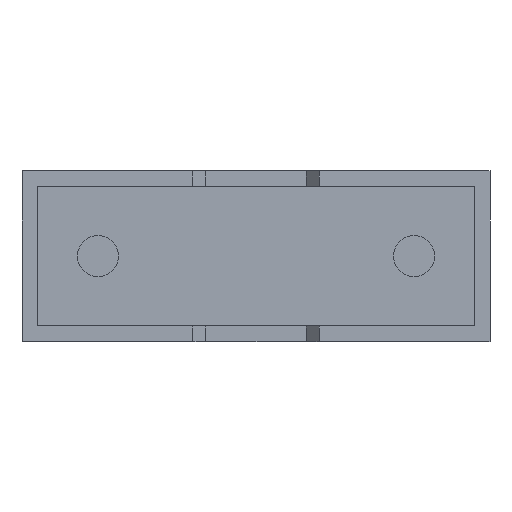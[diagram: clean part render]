
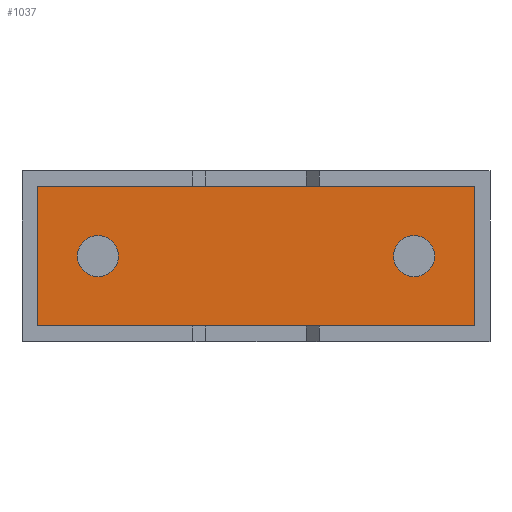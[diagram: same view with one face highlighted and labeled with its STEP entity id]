
A CAD part, front view. The second image highlights one B-rep face of the part: STEP entity #1037.
In plain terms, the highlighted planar face has unit normal (0, -1, 0).
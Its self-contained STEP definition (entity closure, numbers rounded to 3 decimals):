
#75 = DIRECTION ( 'NONE',  ( 0., 0., -1. ) ) ;
#129 = EDGE_CURVE ( 'NONE', #1778, #2278, #2866, .T. ) ;
#164 = CARTESIAN_POINT ( 'NONE',  ( 6.2, 0.75, 1.35 ) ) ;
#189 = ORIENTED_EDGE ( 'NONE', *, *, #2657, .T. ) ;
#206 = CARTESIAN_POINT ( 'NONE',  ( 1.2, 0.75, 1.35 ) ) ;
#222 = CIRCLE ( 'NONE', #1165, 0.325 ) ;
#232 = EDGE_CURVE ( 'NONE', #717, #608, #908, .T. ) ;
#296 = LINE ( 'NONE', #1945, #2274 ) ;
#347 = VERTEX_POINT ( 'NONE', #1642 ) ;
#390 = ORIENTED_EDGE ( 'NONE', *, *, #1373, .T. ) ;
#560 = DIRECTION ( 'NONE',  ( 1., 0., 0. ) ) ;
#608 = VERTEX_POINT ( 'NONE', #2746 ) ;
#645 = CARTESIAN_POINT ( 'NONE',  ( 0.247, 0.75, 2.453 ) ) ;
#717 = VERTEX_POINT ( 'NONE', #1598 ) ;
#749 = CARTESIAN_POINT ( 'NONE',  ( 0., 0.75, 0. ) ) ;
#799 = ORIENTED_EDGE ( 'NONE', *, *, #2096, .T. ) ;
#806 = DIRECTION ( 'NONE',  ( 0., -1., 0. ) ) ;
#814 = LINE ( 'NONE', #645, #2916 ) ;
#908 = CIRCLE ( 'NONE', #1453, 0.325 ) ;
#935 = FACE_BOUND ( 'NONE', #2946, .T. ) ;
#943 = VERTEX_POINT ( 'NONE', #1865 ) ;
#987 = DIRECTION ( 'NONE',  ( 0., 0., 1. ) ) ;
#1005 = AXIS2_PLACEMENT_3D ( 'NONE', #749, #2135, #75 ) ;
#1013 = EDGE_CURVE ( 'NONE', #1497, #347, #2309, .T. ) ;
#1037 = ADVANCED_FACE ( 'NONE', ( #2735, #2666, #935 ), #1926, .T. ) ;
#1102 = ORIENTED_EDGE ( 'NONE', *, *, #1976, .F. ) ;
#1165 = AXIS2_PLACEMENT_3D ( 'NONE', #164, #2758, #1330 ) ;
#1233 = CARTESIAN_POINT ( 'NONE',  ( 1.2, 0.75, 1.35 ) ) ;
#1293 = DIRECTION ( 'NONE',  ( 0., -1., 0. ) ) ;
#1314 = VECTOR ( 'NONE', #987, 1000. ) ;
#1330 = DIRECTION ( 'NONE',  ( 0., 0., -1. ) ) ;
#1367 = DIRECTION ( 'NONE',  ( 0., -1., 0. ) ) ;
#1373 = EDGE_CURVE ( 'NONE', #943, #1497, #296, .T. ) ;
#1435 = CARTESIAN_POINT ( 'NONE',  ( 7.153, 0.75, 0.247 ) ) ;
#1453 = AXIS2_PLACEMENT_3D ( 'NONE', #206, #1367, #2041 ) ;
#1464 = AXIS2_PLACEMENT_3D ( 'NONE', #1233, #806, #2200 ) ;
#1497 = VERTEX_POINT ( 'NONE', #2729 ) ;
#1553 = CARTESIAN_POINT ( 'NONE',  ( 6.2, 0.75, 1.35 ) ) ;
#1562 = DIRECTION ( 'NONE',  ( 0., 0., -1. ) ) ;
#1598 = CARTESIAN_POINT ( 'NONE',  ( 1.2, 0.75, 1.025 ) ) ;
#1641 = CARTESIAN_POINT ( 'NONE',  ( 6.2, 0.75, 1.025 ) ) ;
#1642 = CARTESIAN_POINT ( 'NONE',  ( 7.153, 0.75, 2.453 ) ) ;
#1778 = VERTEX_POINT ( 'NONE', #1879 ) ;
#1865 = CARTESIAN_POINT ( 'NONE',  ( 0.247, 0.75, 0.247 ) ) ;
#1879 = CARTESIAN_POINT ( 'NONE',  ( 6.2, 0.75, 1.675 ) ) ;
#1912 = AXIS2_PLACEMENT_3D ( 'NONE', #1553, #1293, #1562 ) ;
#1914 = CIRCLE ( 'NONE', #1464, 0.325 ) ;
#1926 = PLANE ( 'NONE',  #1005 ) ;
#1945 = CARTESIAN_POINT ( 'NONE',  ( 0.247, 0.75, 0.247 ) ) ;
#1976 = EDGE_CURVE ( 'NONE', #2278, #1778, #222, .T. ) ;
#2041 = DIRECTION ( 'NONE',  ( 0., 0., -1. ) ) ;
#2096 = EDGE_CURVE ( 'NONE', #2922, #943, #814, .T. ) ;
#2112 = ORIENTED_EDGE ( 'NONE', *, *, #129, .F. ) ;
#2135 = DIRECTION ( 'NONE',  ( 0., -1., 0. ) ) ;
#2200 = DIRECTION ( 'NONE',  ( 0., 0., -1. ) ) ;
#2238 = CARTESIAN_POINT ( 'NONE',  ( 0.247, 0.75, 2.453 ) ) ;
#2274 = VECTOR ( 'NONE', #560, 1000. ) ;
#2278 = VERTEX_POINT ( 'NONE', #1641 ) ;
#2309 = LINE ( 'NONE', #1435, #1314 ) ;
#2328 = LINE ( 'NONE', #2519, #2416 ) ;
#2387 = ORIENTED_EDGE ( 'NONE', *, *, #2389, .F. ) ;
#2389 = EDGE_CURVE ( 'NONE', #608, #717, #1914, .T. ) ;
#2416 = VECTOR ( 'NONE', #2767, 1000. ) ;
#2465 = EDGE_LOOP ( 'NONE', ( #799, #390, #3059, #189 ) ) ;
#2502 = EDGE_LOOP ( 'NONE', ( #2112, #1102 ) ) ;
#2507 = ORIENTED_EDGE ( 'NONE', *, *, #232, .F. ) ;
#2519 = CARTESIAN_POINT ( 'NONE',  ( 7.153, 0.75, 2.453 ) ) ;
#2547 = DIRECTION ( 'NONE',  ( 0., 0., -1. ) ) ;
#2657 = EDGE_CURVE ( 'NONE', #347, #2922, #2328, .T. ) ;
#2666 = FACE_OUTER_BOUND ( 'NONE', #2465, .T. ) ;
#2729 = CARTESIAN_POINT ( 'NONE',  ( 7.153, 0.75, 0.247 ) ) ;
#2735 = FACE_BOUND ( 'NONE', #2502, .T. ) ;
#2746 = CARTESIAN_POINT ( 'NONE',  ( 1.2, 0.75, 1.675 ) ) ;
#2758 = DIRECTION ( 'NONE',  ( 0., -1., 0. ) ) ;
#2767 = DIRECTION ( 'NONE',  ( -1., 0., 0. ) ) ;
#2866 = CIRCLE ( 'NONE', #1912, 0.325 ) ;
#2916 = VECTOR ( 'NONE', #2547, 1000. ) ;
#2922 = VERTEX_POINT ( 'NONE', #2238 ) ;
#2946 = EDGE_LOOP ( 'NONE', ( #2387, #2507 ) ) ;
#3059 = ORIENTED_EDGE ( 'NONE', *, *, #1013, .T. ) ;
